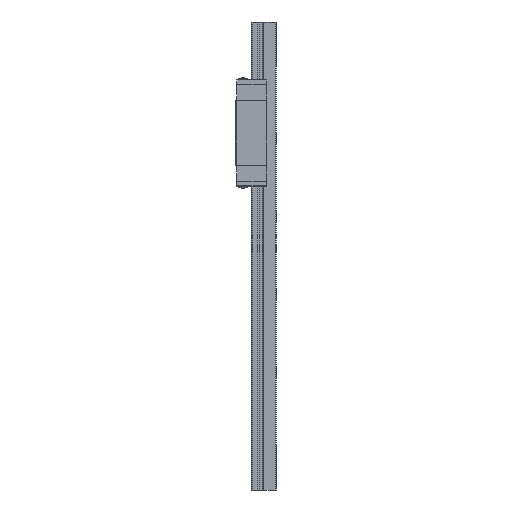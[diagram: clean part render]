
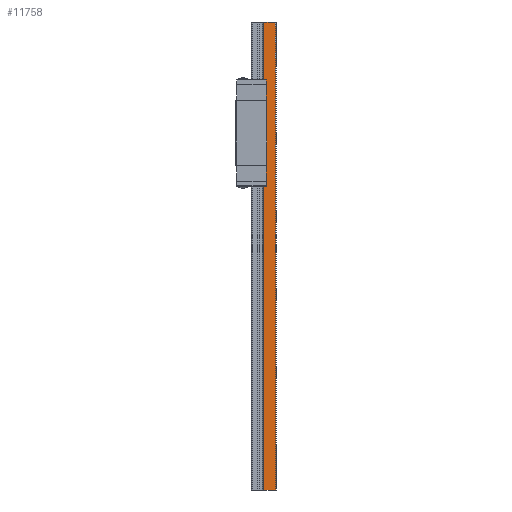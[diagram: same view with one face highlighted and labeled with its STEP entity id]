
A CAD part, left-side view. The second image highlights one B-rep face of the part: STEP entity #11758.
In plain terms, the highlighted planar face has unit normal (-1, 0, 0).
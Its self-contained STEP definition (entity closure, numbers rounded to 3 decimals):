
#10 = LINE ( 'NONE', #6065, #15791 ) ;
#576 = ORIENTED_EDGE ( 'NONE', *, *, #1781, .F. ) ;
#797 = FACE_OUTER_BOUND ( 'NONE', #18135, .T. ) ;
#1155 = LINE ( 'NONE', #5910, #1564 ) ;
#1267 = VERTEX_POINT ( 'NONE', #16423 ) ;
#1322 = ORIENTED_EDGE ( 'NONE', *, *, #2762, .T. ) ;
#1564 = VECTOR ( 'NONE', #16260, 1000. ) ;
#1781 = EDGE_CURVE ( 'NONE', #17554, #1267, #17352, .T. ) ;
#2274 = CARTESIAN_POINT ( 'NONE',  ( -6., -4., 150. ) ) ;
#2734 = DIRECTION ( 'NONE',  ( 0., -1., 0. ) ) ;
#2762 = EDGE_CURVE ( 'NONE', #17554, #5876, #10, .T. ) ;
#2822 = CARTESIAN_POINT ( 'NONE',  ( -6., -4., 0. ) ) ;
#4150 = EDGE_CURVE ( 'NONE', #4783, #1267, #1155, .T. ) ;
#4214 = LINE ( 'NONE', #2822, #5620 ) ;
#4783 = VERTEX_POINT ( 'NONE', #18068 ) ;
#4879 = DIRECTION ( 'NONE',  ( 1., 0., 0. ) ) ;
#5074 = CARTESIAN_POINT ( 'NONE',  ( -6., -4., 150. ) ) ;
#5359 = EDGE_CURVE ( 'NONE', #5876, #4783, #4214, .T. ) ;
#5620 = VECTOR ( 'NONE', #2734, 1000. ) ;
#5876 = VERTEX_POINT ( 'NONE', #8749 ) ;
#5910 = CARTESIAN_POINT ( 'NONE',  ( -6., -3.75, 150. ) ) ;
#6065 = CARTESIAN_POINT ( 'NONE',  ( -6., 0.02, 0. ) ) ;
#6461 = DIRECTION ( 'NONE',  ( 0., 0., -1. ) ) ;
#8323 = DIRECTION ( 'NONE',  ( 0., -1., 0. ) ) ;
#8749 = CARTESIAN_POINT ( 'NONE',  ( -6., 0.02, 0. ) ) ;
#9122 = VECTOR ( 'NONE', #8323, 1000. ) ;
#10855 = AXIS2_PLACEMENT_3D ( 'NONE', #5074, #4879, #6461 ) ;
#11758 = ADVANCED_FACE ( 'NONE', ( #797 ), #12430, .F. ) ;
#12129 = DIRECTION ( 'NONE',  ( 0., 0., -1. ) ) ;
#12430 = PLANE ( 'NONE',  #10855 ) ;
#13471 = ORIENTED_EDGE ( 'NONE', *, *, #5359, .T. ) ;
#15791 = VECTOR ( 'NONE', #12129, 1000. ) ;
#16260 = DIRECTION ( 'NONE',  ( 0., 0., 1. ) ) ;
#16307 = CARTESIAN_POINT ( 'NONE',  ( -6., 0.02, 150. ) ) ;
#16423 = CARTESIAN_POINT ( 'NONE',  ( -6., -3.75, 150. ) ) ;
#17352 = LINE ( 'NONE', #2274, #9122 ) ;
#17554 = VERTEX_POINT ( 'NONE', #16307 ) ;
#18068 = CARTESIAN_POINT ( 'NONE',  ( -6., -3.75, 0. ) ) ;
#18135 = EDGE_LOOP ( 'NONE', ( #576, #1322, #13471, #18160 ) ) ;
#18160 = ORIENTED_EDGE ( 'NONE', *, *, #4150, .T. ) ;
